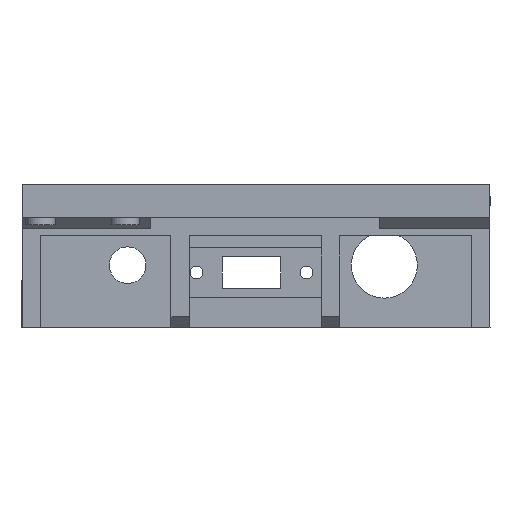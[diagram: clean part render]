
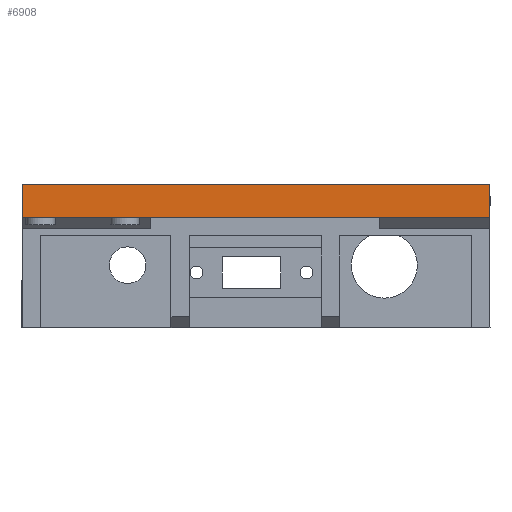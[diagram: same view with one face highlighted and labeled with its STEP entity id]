
A CAD part, front view. The second image highlights one B-rep face of the part: STEP entity #6908.
In plain terms, the highlighted face is planar.
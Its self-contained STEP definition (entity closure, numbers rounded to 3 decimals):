
#121 = PLANE ( 'NONE',  #4819 ) ;
#192 = LINE ( 'NONE', #2581, #3183 ) ;
#229 = CARTESIAN_POINT ( 'NONE',  ( 18.815, 152., 0. ) ) ;
#232 = VECTOR ( 'NONE', #6089, 1000. ) ;
#633 = DIRECTION ( 'NONE',  ( 0., 0., -1. ) ) ;
#770 = LINE ( 'NONE', #1400, #232 ) ;
#830 = EDGE_CURVE ( 'NONE', #2460, #5587, #192, .T. ) ;
#1171 = EDGE_CURVE ( 'NONE', #5602, #2460, #6796, .T. ) ;
#1267 = EDGE_CURVE ( 'NONE', #5602, #2817, #6994, .T. ) ;
#1400 = CARTESIAN_POINT ( 'NONE',  ( 18.815, 152., 9. ) ) ;
#1414 = CARTESIAN_POINT ( 'NONE',  ( 127.63, 152., 0. ) ) ;
#2224 = CARTESIAN_POINT ( 'NONE',  ( 0., 152., 2. ) ) ;
#2460 = VERTEX_POINT ( 'NONE', #1414 ) ;
#2578 = ORIENTED_EDGE ( 'NONE', *, *, #3511, .T. ) ;
#2581 = CARTESIAN_POINT ( 'NONE',  ( 127.63, 152., 2. ) ) ;
#2817 = VERTEX_POINT ( 'NONE', #7280 ) ;
#3006 = ORIENTED_EDGE ( 'NONE', *, *, #1171, .F. ) ;
#3052 = DIRECTION ( 'NONE',  ( 0., -1., 0. ) ) ;
#3183 = VECTOR ( 'NONE', #7352, 1000. ) ;
#3511 = EDGE_CURVE ( 'NONE', #2817, #5587, #770, .T. ) ;
#3653 = ORIENTED_EDGE ( 'NONE', *, *, #1267, .T. ) ;
#3811 = EDGE_LOOP ( 'NONE', ( #2578, #5077, #3006, #3653 ) ) ;
#3851 = CARTESIAN_POINT ( 'NONE',  ( 0., 152., 0. ) ) ;
#4175 = FACE_OUTER_BOUND ( 'NONE', #3811, .T. ) ;
#4302 = VECTOR ( 'NONE', #6881, 1000. ) ;
#4433 = VECTOR ( 'NONE', #6216, 1000. ) ;
#4819 = AXIS2_PLACEMENT_3D ( 'NONE', #5354, #3052, #633 ) ;
#5077 = ORIENTED_EDGE ( 'NONE', *, *, #830, .F. ) ;
#5354 = CARTESIAN_POINT ( 'NONE',  ( 18.815, 152., 2. ) ) ;
#5587 = VERTEX_POINT ( 'NONE', #5625 ) ;
#5602 = VERTEX_POINT ( 'NONE', #3851 ) ;
#5625 = CARTESIAN_POINT ( 'NONE',  ( 127.63, 152., 9. ) ) ;
#6089 = DIRECTION ( 'NONE',  ( 1., 0., 0. ) ) ;
#6216 = DIRECTION ( 'NONE',  ( 1., 0., 0. ) ) ;
#6796 = LINE ( 'NONE', #229, #4433 ) ;
#6881 = DIRECTION ( 'NONE',  ( 0., 0., 1. ) ) ;
#6908 = ADVANCED_FACE ( 'NONE', ( #4175 ), #121, .F. ) ;
#6994 = LINE ( 'NONE', #2224, #4302 ) ;
#7280 = CARTESIAN_POINT ( 'NONE',  ( 0., 152., 9. ) ) ;
#7352 = DIRECTION ( 'NONE',  ( 0., 0., 1. ) ) ;
